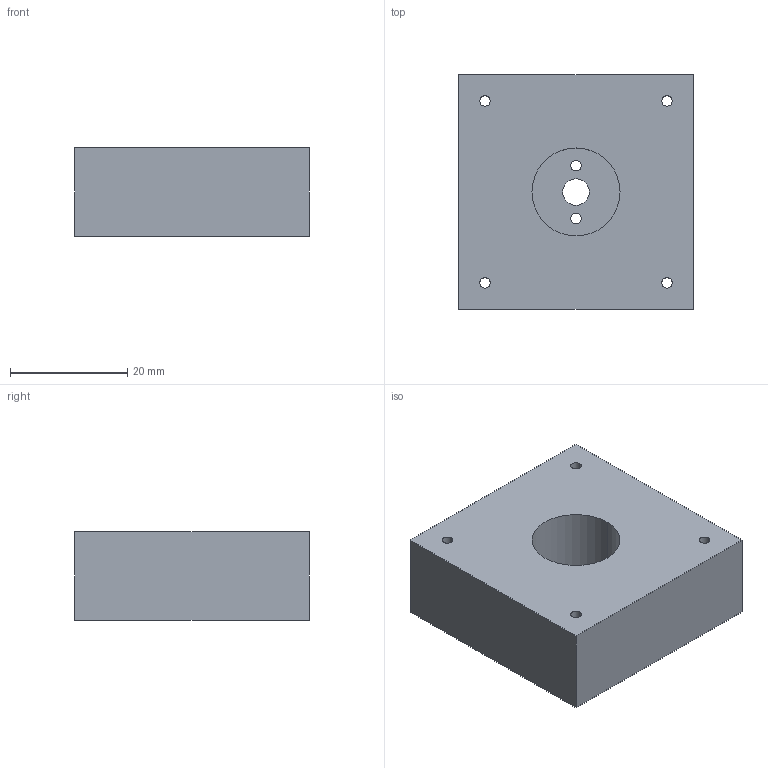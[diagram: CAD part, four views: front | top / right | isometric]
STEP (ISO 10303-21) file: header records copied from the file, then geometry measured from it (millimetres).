
FILE_DESCRIPTION (( 'STEP AP214' ), '1' );
FILE_NAME ('MotorhalterungDC.STEP', '2025-07-17T15:19:41', ( '' ), ( '' ), 'SwSTEP 2.0', 'SolidWorks 2023', '' );
FILE_SCHEMA (( 'AUTOMOTIVE_DESIGN' ));
Length unit declared in the file: millimetre
Products named in the file (1): MotorhalterungDC
Bounding box: 40 x 40 x 15 mm (x, y, z)
Volume: 21651.5 mm3; surface area: 6511.1 mm2
Topology: 1 solids, 1 shells, 31 faces, 76 edges, 48 vertices
Faces by surface type: cylinder 16, cone 8, plane 7
Entity records: 977 total; most frequent: DIRECTION 180, CARTESIAN_POINT 156, ORIENTED_EDGE 152, EDGE_CURVE 76, AXIS2_PLACEMENT_3D 72, VERTEX_POINT 48, EDGE_LOOP 46, CIRCLE 40
